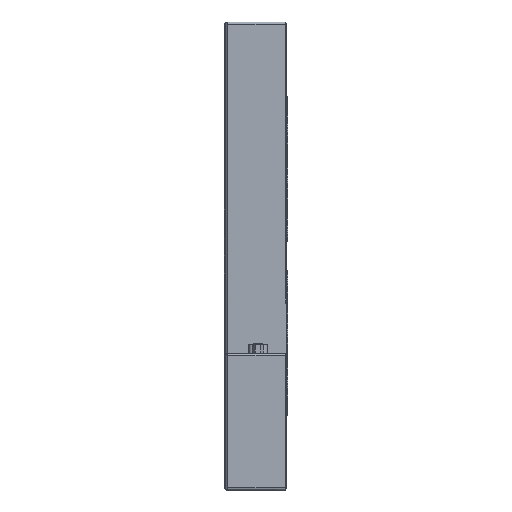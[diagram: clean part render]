
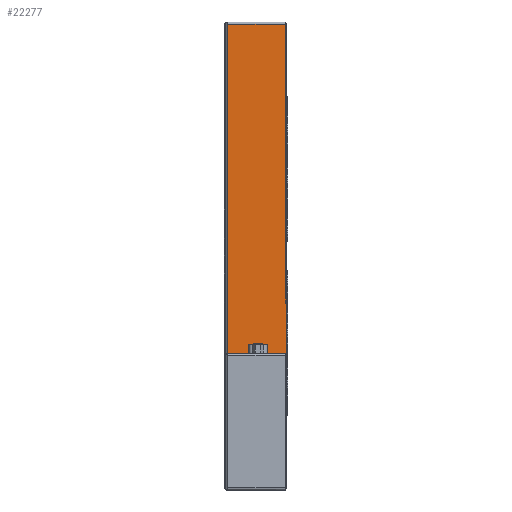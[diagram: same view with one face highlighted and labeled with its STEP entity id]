
A CAD part, left-side view. The second image highlights one B-rep face of the part: STEP entity #22277.
In plain terms, the highlighted planar face has unit normal (-1, 0, 0).
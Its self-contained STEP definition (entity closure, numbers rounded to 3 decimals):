
#791 = ORIENTED_EDGE ( 'NONE', *, *, #39020, .T. ) ;
#1477 = AXIS2_PLACEMENT_3D ( 'NONE', #41583, #37134, #23769 ) ;
#2125 = ORIENTED_EDGE ( 'NONE', *, *, #31416, .F. ) ;
#2375 = CARTESIAN_POINT ( 'NONE',  ( -45., 0.279, -23.525 ) ) ;
#3795 = EDGE_CURVE ( 'NONE', #21839, #17662, #44269, .T. ) ;
#3958 = ORIENTED_EDGE ( 'NONE', *, *, #16171, .T. ) ;
#4015 = CARTESIAN_POINT ( 'NONE',  ( -45., 0., -114.5 ) ) ;
#4667 = EDGE_CURVE ( 'NONE', #22239, #49130, #49096, .T. ) ;
#5414 = PLANE ( 'NONE',  #1477 ) ;
#7202 = LINE ( 'NONE', #26162, #48997 ) ;
#9146 = EDGE_CURVE ( 'NONE', #33514, #22239, #58005, .T. ) ;
#14247 = CARTESIAN_POINT ( 'NONE',  ( -45., 0.5, 114. ) ) ;
#14304 = CARTESIAN_POINT ( 'NONE',  ( -45., 0.5, -20.556 ) ) ;
#14372 = EDGE_CURVE ( 'NONE', #29519, #49130, #23755, .T. ) ;
#14410 = ORIENTED_EDGE ( 'NONE', *, *, #9146, .T. ) ;
#14869 = CARTESIAN_POINT ( 'NONE',  ( -45., 0.081, -24.634 ) ) ;
#16037 = CARTESIAN_POINT ( 'NONE',  ( -45., 0.457, -22.044 ) ) ;
#16171 = EDGE_CURVE ( 'NONE', #21839, #56373, #7202, .T. ) ;
#16260 = CARTESIAN_POINT ( 'NONE',  ( -45., 29., 114. ) ) ;
#17411 = DIRECTION ( 'NONE',  ( 0., -1., 0. ) ) ;
#17662 = VERTEX_POINT ( 'NONE', #22850 ) ;
#19955 = B_SPLINE_CURVE_WITH_KNOTS ( 'NONE', 3,
 ( #14304, #32358, #16037, #32932, #2375, #41831, #14869, #29354 ),
 .UNSPECIFIED., .F., .F.,
 ( 4, 2, 2, 4 ),
 ( 0.002, 0.004, 0.005, 0.006 ),
 .UNSPECIFIED. ) ;
#21252 = CARTESIAN_POINT ( 'NONE',  ( -45., 0., -115. ) ) ;
#21603 = VECTOR ( 'NONE', #27111, 1000. ) ;
#21839 = VERTEX_POINT ( 'NONE', #35011 ) ;
#22239 = VERTEX_POINT ( 'NONE', #41008 ) ;
#22277 = ADVANCED_FACE ( 'NONE', ( #50468 ), #5414, .F. ) ;
#22850 = CARTESIAN_POINT ( 'NONE',  ( -45., 0.5, -20.556 ) ) ;
#23755 = LINE ( 'NONE', #41848, #25556 ) ;
#23769 = DIRECTION ( 'NONE',  ( 0., 0., -1. ) ) ;
#25556 = VECTOR ( 'NONE', #37116, 1000. ) ;
#26162 = CARTESIAN_POINT ( 'NONE',  ( -45., 0., 114. ) ) ;
#27111 = DIRECTION ( 'NONE',  ( 0., -0.707, 0.707 ) ) ;
#27996 = LINE ( 'NONE', #49994, #32915 ) ;
#29354 = CARTESIAN_POINT ( 'NONE',  ( -45., 0., -25. ) ) ;
#29519 = VERTEX_POINT ( 'NONE', #50240 ) ;
#29745 = DIRECTION ( 'NONE',  ( 0., 1., 0. ) ) ;
#30697 = CARTESIAN_POINT ( 'NONE',  ( -45., 0., -114.5 ) ) ;
#30992 = VECTOR ( 'NONE', #17411, 1000. ) ;
#31416 = EDGE_CURVE ( 'NONE', #17662, #29519, #19955, .T. ) ;
#32358 = CARTESIAN_POINT ( 'NONE',  ( -45., 0.5, -21.301 ) ) ;
#32915 = VECTOR ( 'NONE', #36634, 1000. ) ;
#32932 = CARTESIAN_POINT ( 'NONE',  ( -45., 0.331, -23.155 ) ) ;
#33514 = VERTEX_POINT ( 'NONE', #34056 ) ;
#34056 = CARTESIAN_POINT ( 'NONE',  ( -45., 29., -115. ) ) ;
#35011 = CARTESIAN_POINT ( 'NONE',  ( -45., 0.5, 114. ) ) ;
#36634 = DIRECTION ( 'NONE',  ( 0., 0., -1. ) ) ;
#37116 = DIRECTION ( 'NONE',  ( 0., 0., -1. ) ) ;
#37134 = DIRECTION ( 'NONE',  ( 1., 0., 0. ) ) ;
#39020 = EDGE_CURVE ( 'NONE', #56373, #33514, #27996, .T. ) ;
#41008 = CARTESIAN_POINT ( 'NONE',  ( -45., 0.5, -115. ) ) ;
#41583 = CARTESIAN_POINT ( 'NONE',  ( -45., 0., 115. ) ) ;
#41831 = CARTESIAN_POINT ( 'NONE',  ( -45., 0.154, -24.265 ) ) ;
#41848 = CARTESIAN_POINT ( 'NONE',  ( -45., 0., 115. ) ) ;
#44269 = LINE ( 'NONE', #14247, #51971 ) ;
#47508 = ORIENTED_EDGE ( 'NONE', *, *, #3795, .F. ) ;
#47923 = EDGE_LOOP ( 'NONE', ( #2125, #47508, #3958, #791, #14410, #54083, #54299 ) ) ;
#48997 = VECTOR ( 'NONE', #29745, 1000. ) ;
#49096 = LINE ( 'NONE', #30697, #21603 ) ;
#49130 = VERTEX_POINT ( 'NONE', #4015 ) ;
#49994 = CARTESIAN_POINT ( 'NONE',  ( -45., 29., 115. ) ) ;
#50240 = CARTESIAN_POINT ( 'NONE',  ( -45., 0., -25. ) ) ;
#50468 = FACE_OUTER_BOUND ( 'NONE', #47923, .T. ) ;
#51971 = VECTOR ( 'NONE', #54262, 1000. ) ;
#54083 = ORIENTED_EDGE ( 'NONE', *, *, #4667, .T. ) ;
#54262 = DIRECTION ( 'NONE',  ( 0., 0., -1. ) ) ;
#54299 = ORIENTED_EDGE ( 'NONE', *, *, #14372, .F. ) ;
#56373 = VERTEX_POINT ( 'NONE', #16260 ) ;
#58005 = LINE ( 'NONE', #21252, #30992 ) ;
